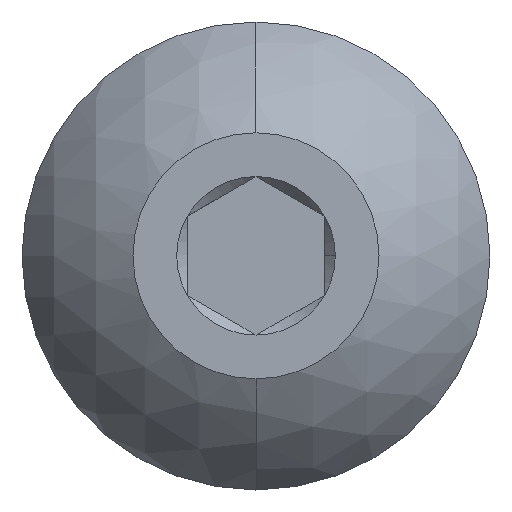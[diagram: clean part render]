
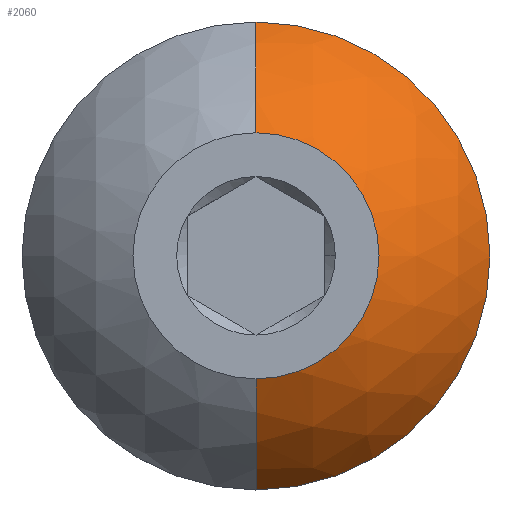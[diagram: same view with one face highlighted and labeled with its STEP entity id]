
A CAD part, top view. The second image highlights one B-rep face of the part: STEP entity #2060.
In plain terms, the highlighted spherical face has radius 3.065 mm.
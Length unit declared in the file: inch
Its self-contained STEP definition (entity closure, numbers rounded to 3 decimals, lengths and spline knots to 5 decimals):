
#14 = EDGE_CURVE ( 'NONE', #514, #1056, #1492, .T. ) ;
#87 = AXIS2_PLACEMENT_3D ( 'NONE', #1750, #2701, #2715 ) ;
#99 = DIRECTION ( 'NONE',  ( 0., 1., 0. ) ) ;
#239 = DIRECTION ( 'NONE',  ( 0., 0., 1. ) ) ;
#259 = DIRECTION ( 'NONE',  ( -1., 0., 0. ) ) ;
#385 = AXIS2_PLACEMENT_3D ( 'NONE', #2645, #259, #1910 ) ;
#405 = CARTESIAN_POINT ( 'NONE',  ( 0., -0.056, 0. ) ) ;
#498 = EDGE_CURVE ( 'NONE', #514, #1729, #2913, .T. ) ;
#500 = ORIENTED_EDGE ( 'NONE', *, *, #14, .F. ) ;
#514 = VERTEX_POINT ( 'NONE', #3025 ) ;
#556 = DIRECTION ( 'NONE',  ( 1., 0., 0. ) ) ;
#559 = ORIENTED_EDGE ( 'NONE', *, *, #2013, .T. ) ;
#582 = SPHERICAL_SURFACE ( 'NONE', #1544, 0.12067 ) ;
#588 = CIRCLE ( 'NONE', #87, 0.1065 ) ;
#743 = CARTESIAN_POINT ( 'NONE',  ( 0., 0., 0. ) ) ;
#777 = CARTESIAN_POINT ( 'NONE',  ( 0., 0.1065, -0.05015 ) ) ;
#859 = EDGE_CURVE ( 'NONE', #1729, #2092, #588, .T. ) ;
#1004 = AXIS2_PLACEMENT_3D ( 'NONE', #743, #239, #2857 ) ;
#1040 = AXIS2_PLACEMENT_3D ( 'NONE', #2534, #2064, #2316 ) ;
#1056 = VERTEX_POINT ( 'NONE', #405 ) ;
#1108 = CARTESIAN_POINT ( 'NONE',  ( 0.1065, 0., -0.05015 ) ) ;
#1280 = ORIENTED_EDGE ( 'NONE', *, *, #2907, .F. ) ;
#1299 = AXIS2_PLACEMENT_3D ( 'NONE', #1525, #556, #99 ) ;
#1394 = CIRCLE ( 'NONE', #1299, 0.12067 ) ;
#1459 = ORIENTED_EDGE ( 'NONE', *, *, #859, .T. ) ;
#1492 = CIRCLE ( 'NONE', #385, 0.12067 ) ;
#1525 = CARTESIAN_POINT ( 'NONE',  ( 0., 0., -0.10689 ) ) ;
#1544 = AXIS2_PLACEMENT_3D ( 'NONE', #2274, #2743, #2217 ) ;
#1729 = VERTEX_POINT ( 'NONE', #1108 ) ;
#1750 = CARTESIAN_POINT ( 'NONE',  ( 0., 0., -0.05015 ) ) ;
#1761 = EDGE_LOOP ( 'NONE', ( #2723, #1459, #559, #1280, #500 ) ) ;
#1873 = CARTESIAN_POINT ( 'NONE',  ( 0., 0.056, 0. ) ) ;
#1910 = DIRECTION ( 'NONE',  ( 0., -1., 0. ) ) ;
#2013 = EDGE_CURVE ( 'NONE', #2092, #2358, #1394, .T. ) ;
#2060 = ADVANCED_FACE ( 'NONE', ( #2242 ), #582, .T. ) ;
#2064 = DIRECTION ( 'NONE',  ( 0., 0., 1. ) ) ;
#2092 = VERTEX_POINT ( 'NONE', #777 ) ;
#2217 = DIRECTION ( 'NONE',  ( 0., -1., 0. ) ) ;
#2242 = FACE_OUTER_BOUND ( 'NONE', #1761, .T. ) ;
#2274 = CARTESIAN_POINT ( 'NONE',  ( 0., 0., -0.10689 ) ) ;
#2316 = DIRECTION ( 'NONE',  ( 1., 0., 0. ) ) ;
#2358 = VERTEX_POINT ( 'NONE', #1873 ) ;
#2534 = CARTESIAN_POINT ( 'NONE',  ( 0., 0., -0.05015 ) ) ;
#2620 = CIRCLE ( 'NONE', #1004, 0.056 ) ;
#2645 = CARTESIAN_POINT ( 'NONE',  ( 0., 0., -0.10689 ) ) ;
#2701 = DIRECTION ( 'NONE',  ( 0., 0., 1. ) ) ;
#2715 = DIRECTION ( 'NONE',  ( 1., 0., 0. ) ) ;
#2723 = ORIENTED_EDGE ( 'NONE', *, *, #498, .T. ) ;
#2743 = DIRECTION ( 'NONE',  ( 1., 0., 0. ) ) ;
#2857 = DIRECTION ( 'NONE',  ( 1., 0., 0. ) ) ;
#2907 = EDGE_CURVE ( 'NONE', #1056, #2358, #2620, .T. ) ;
#2913 = CIRCLE ( 'NONE', #1040, 0.1065 ) ;
#3025 = CARTESIAN_POINT ( 'NONE',  ( 0., -0.1065, -0.05015 ) ) ;
